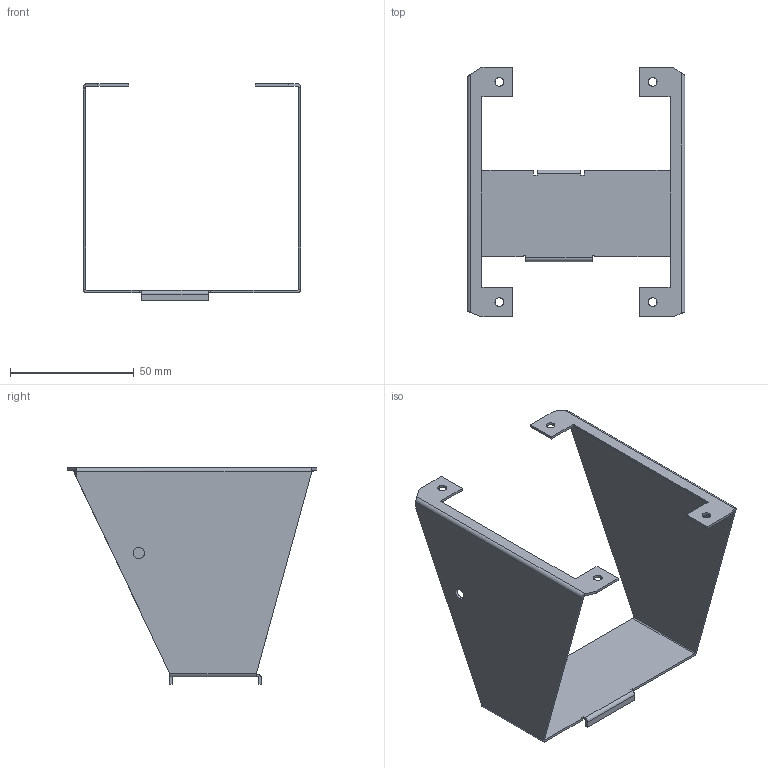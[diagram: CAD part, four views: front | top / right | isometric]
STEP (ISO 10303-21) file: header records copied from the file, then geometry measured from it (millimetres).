
FILE_DESCRIPTION(/* description */ (''),/* implementation_level */ '2;1');
FILE_NAME(/* name */ 'G_IC03_XX_02683V.stp',/* time_stamp */ '2024-01-08T14:16:45+01:00',/* author */ (''),/* organization */ (''),/* preprocessor_version */ 'ST-DEVELOPER v18.101',/* originating_system */ 'SIEMENS PLM Software NX 2008',/* authorisation */ '');
FILE_SCHEMA (('AUTOMOTIVE_DESIGN { 1 0 10303 214 3 1 1 1 }'));
Length unit declared in the file: millimetre
Products named in the file (1): G_IC03_XX_02683V
Bounding box: 88 x 101 x 87.5 mm (x, y, z)
Volume: 15684.9 mm3; surface area: 32307.1 mm2
Topology: 1 solids, 1 shells, 78 faces, 217 edges, 141 vertices
Faces by surface type: plane 56, cylinder 22
Entity records: 2513 total; most frequent: CARTESIAN_POINT 461, ORIENTED_EDGE 434, DIRECTION 403, EDGE_CURVE 217, LINE 173, VECTOR 173, VERTEX_POINT 141, AXIS2_PLACEMENT_3D 115
